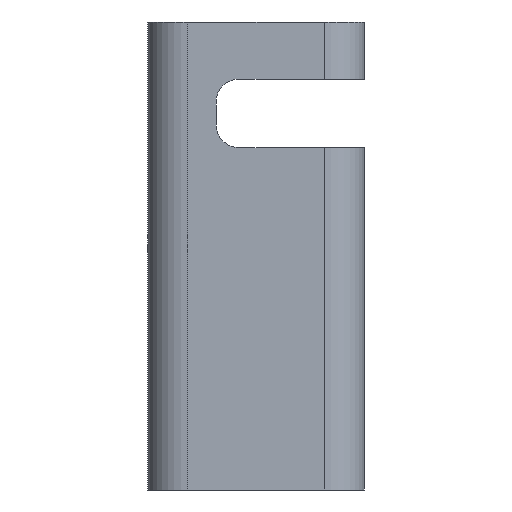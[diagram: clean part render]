
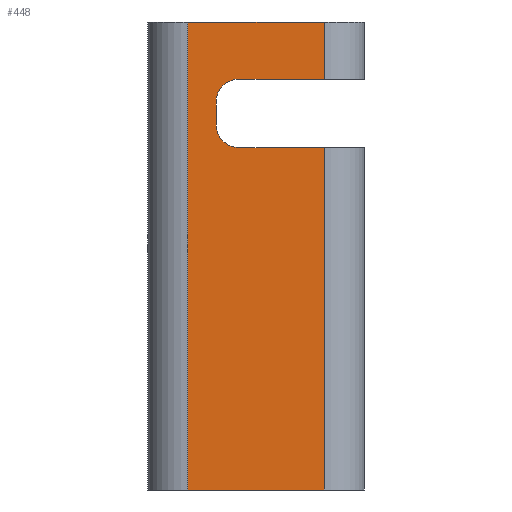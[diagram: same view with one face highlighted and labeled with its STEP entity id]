
A CAD part, left-side view. The second image highlights one B-rep face of the part: STEP entity #448.
In plain terms, the highlighted planar face has unit normal (-1, 0, 0).
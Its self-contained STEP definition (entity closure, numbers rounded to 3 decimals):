
#53 = ORIENTED_EDGE ( 'NONE', *, *, #815, .T. ) ;
#58 = DIRECTION ( 'NONE',  ( 0., 0., -1. ) ) ;
#62 = CIRCLE ( 'NONE', #1000, 0.2 ) ;
#64 = DIRECTION ( 'NONE',  ( 0., 1., 0. ) ) ;
#107 = AXIS2_PLACEMENT_3D ( 'NONE', #150, #655, #1175 ) ;
#111 = CARTESIAN_POINT ( 'NONE',  ( -1.55, 0.35, -2.05 ) ) ;
#125 = EDGE_CURVE ( 'NONE', #314, #1664, #1588, .T. ) ;
#129 = DIRECTION ( 'NONE',  ( 1., 0., 0. ) ) ;
#148 = DIRECTION ( 'NONE',  ( 0., 0., -1. ) ) ;
#150 = CARTESIAN_POINT ( 'NONE',  ( -1.55, 1.1, 1.15 ) ) ;
#156 = CARTESIAN_POINT ( 'NONE',  ( -1.55, 1.1, 1.55 ) ) ;
#174 = CARTESIAN_POINT ( 'NONE',  ( -1.55, 0.35, 1.55 ) ) ;
#185 = VERTEX_POINT ( 'NONE', #1483 ) ;
#200 = CARTESIAN_POINT ( 'NONE',  ( -1.55, 1.55, 2.05 ) ) ;
#232 = DIRECTION ( 'NONE',  ( 1., 0., 0. ) ) ;
#260 = ORIENTED_EDGE ( 'NONE', *, *, #1267, .F. ) ;
#272 = EDGE_CURVE ( 'NONE', #1170, #650, #602, .T. ) ;
#280 = DIRECTION ( 'NONE',  ( 0., 0., -1. ) ) ;
#314 = VERTEX_POINT ( 'NONE', #1641 ) ;
#317 = CARTESIAN_POINT ( 'NONE',  ( -1.55, 1.3, 1.35 ) ) ;
#346 = DIRECTION ( 'NONE',  ( 0., -1., 0. ) ) ;
#356 = FACE_OUTER_BOUND ( 'NONE', #483, .T. ) ;
#358 = VECTOR ( 'NONE', #64, 1000. ) ;
#395 = VERTEX_POINT ( 'NONE', #1237 ) ;
#430 = LINE ( 'NONE', #940, #888 ) ;
#432 = CARTESIAN_POINT ( 'NONE',  ( -1.55, 1.3, 1.35 ) ) ;
#448 = ADVANCED_FACE ( 'NONE', ( #356 ), #862, .F. ) ;
#483 = EDGE_LOOP ( 'NONE', ( #260, #53, #1310, #1622, #709, #1633, #742, #1644, #508, #1513 ) ) ;
#487 = VECTOR ( 'NONE', #346, 1000. ) ;
#497 = VERTEX_POINT ( 'NONE', #111 ) ;
#508 = ORIENTED_EDGE ( 'NONE', *, *, #1257, .T. ) ;
#540 = VECTOR ( 'NONE', #148, 1000. ) ;
#568 = VERTEX_POINT ( 'NONE', #628 ) ;
#602 = LINE ( 'NONE', #1113, #1180 ) ;
#615 = EDGE_CURVE ( 'NONE', #568, #314, #837, .T. ) ;
#628 = CARTESIAN_POINT ( 'NONE',  ( -1.55, 1.1, 0.95 ) ) ;
#638 = DIRECTION ( 'NONE',  ( 0., 0., -1. ) ) ;
#650 = VERTEX_POINT ( 'NONE', #174 ) ;
#655 = DIRECTION ( 'NONE',  ( 1., 0., 0. ) ) ;
#693 = LINE ( 'NONE', #1218, #1414 ) ;
#697 = LINE ( 'NONE', #1225, #358 ) ;
#709 = ORIENTED_EDGE ( 'NONE', *, *, #1539, .T. ) ;
#738 = DIRECTION ( 'NONE',  ( 0., 1., 0. ) ) ;
#742 = ORIENTED_EDGE ( 'NONE', *, *, #1668, .F. ) ;
#781 = LINE ( 'NONE', #1306, #540 ) ;
#815 = EDGE_CURVE ( 'NONE', #995, #568, #697, .T. ) ;
#837 = CIRCLE ( 'NONE', #107, 0.2 ) ;
#862 = PLANE ( 'NONE',  #1381 ) ;
#888 = VECTOR ( 'NONE', #1464, 1000. ) ;
#891 = EDGE_CURVE ( 'NONE', #1431, #185, #981, .T. ) ;
#912 = LINE ( 'NONE', #1433, #1277 ) ;
#940 = CARTESIAN_POINT ( 'NONE',  ( -1.55, 1.55, -2.05 ) ) ;
#941 = DIRECTION ( 'NONE',  ( 0., 0., 1. ) ) ;
#981 = LINE ( 'NONE', #1506, #487 ) ;
#995 = VERTEX_POINT ( 'NONE', #1524 ) ;
#1000 = AXIS2_PLACEMENT_3D ( 'NONE', #1285, #129, #638 ) ;
#1113 = CARTESIAN_POINT ( 'NONE',  ( -1.55, 1.1, 1.55 ) ) ;
#1170 = VERTEX_POINT ( 'NONE', #156 ) ;
#1175 = DIRECTION ( 'NONE',  ( 0., 0., 1. ) ) ;
#1180 = VECTOR ( 'NONE', #1637, 1000. ) ;
#1218 = CARTESIAN_POINT ( 'NONE',  ( -1.55, 0.35, 2.05 ) ) ;
#1225 = CARTESIAN_POINT ( 'NONE',  ( -1.55, 1.1, 0.95 ) ) ;
#1237 = CARTESIAN_POINT ( 'NONE',  ( -1.55, 1.55, -2.05 ) ) ;
#1257 = EDGE_CURVE ( 'NONE', #1431, #395, #912, .T. ) ;
#1267 = EDGE_CURVE ( 'NONE', #995, #497, #781, .T. ) ;
#1277 = VECTOR ( 'NONE', #280, 1000. ) ;
#1285 = CARTESIAN_POINT ( 'NONE',  ( -1.55, 1.1, 1.35 ) ) ;
#1306 = CARTESIAN_POINT ( 'NONE',  ( -1.55, 0.35, 2.05 ) ) ;
#1310 = ORIENTED_EDGE ( 'NONE', *, *, #615, .T. ) ;
#1345 = EDGE_CURVE ( 'NONE', #395, #497, #430, .T. ) ;
#1381 = AXIS2_PLACEMENT_3D ( 'NONE', #1388, #232, #738 ) ;
#1388 = CARTESIAN_POINT ( 'NONE',  ( -1.55, 1.55, 2.05 ) ) ;
#1414 = VECTOR ( 'NONE', #58, 1000. ) ;
#1431 = VERTEX_POINT ( 'NONE', #200 ) ;
#1433 = CARTESIAN_POINT ( 'NONE',  ( -1.55, 1.55, 2.05 ) ) ;
#1464 = DIRECTION ( 'NONE',  ( 0., -1., 0. ) ) ;
#1483 = CARTESIAN_POINT ( 'NONE',  ( -1.55, 0.35, 2.05 ) ) ;
#1506 = CARTESIAN_POINT ( 'NONE',  ( -1.55, 1.55, 2.05 ) ) ;
#1513 = ORIENTED_EDGE ( 'NONE', *, *, #1345, .T. ) ;
#1524 = CARTESIAN_POINT ( 'NONE',  ( -1.55, 0.35, 0.95 ) ) ;
#1539 = EDGE_CURVE ( 'NONE', #1664, #1170, #62, .T. ) ;
#1588 = LINE ( 'NONE', #432, #1648 ) ;
#1622 = ORIENTED_EDGE ( 'NONE', *, *, #125, .T. ) ;
#1633 = ORIENTED_EDGE ( 'NONE', *, *, #272, .T. ) ;
#1637 = DIRECTION ( 'NONE',  ( 0., -1., 0. ) ) ;
#1641 = CARTESIAN_POINT ( 'NONE',  ( -1.55, 1.3, 1.15 ) ) ;
#1644 = ORIENTED_EDGE ( 'NONE', *, *, #891, .F. ) ;
#1648 = VECTOR ( 'NONE', #941, 1000. ) ;
#1664 = VERTEX_POINT ( 'NONE', #317 ) ;
#1668 = EDGE_CURVE ( 'NONE', #185, #650, #693, .T. ) ;
